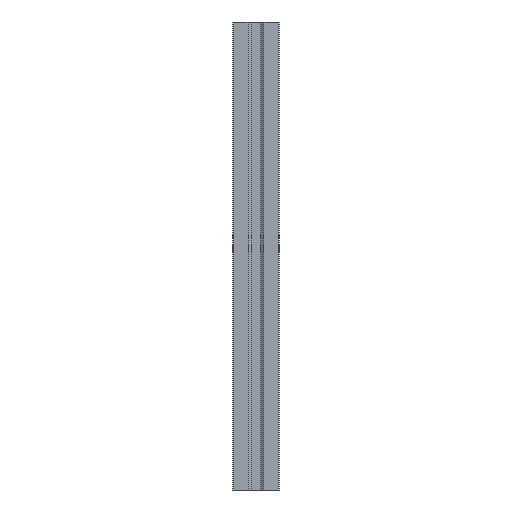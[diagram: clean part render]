
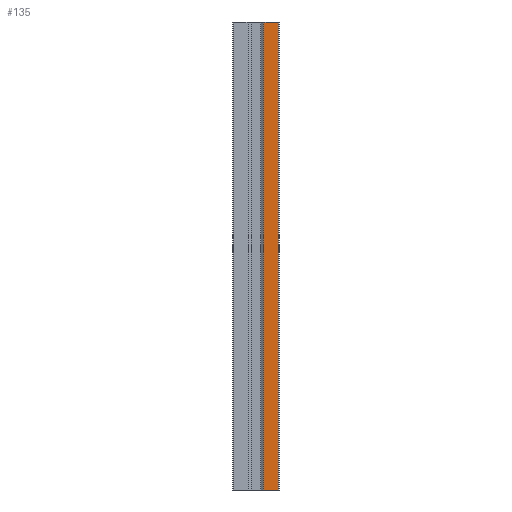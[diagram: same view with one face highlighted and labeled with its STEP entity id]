
A CAD part, left-side view. The second image highlights one B-rep face of the part: STEP entity #135.
In plain terms, the highlighted planar face has unit normal (-1, 0, 0).
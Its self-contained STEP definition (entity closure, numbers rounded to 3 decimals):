
#135=ADVANCED_FACE('',(#240),#202,.T.);
#202=PLANE('',#1359);
#240=FACE_OUTER_BOUND('',#304,.T.);
#304=EDGE_LOOP('',(#374,#375,#376,#377));
#374=ORIENTED_EDGE('',*,*,#892,.F.);
#375=ORIENTED_EDGE('',*,*,#893,.T.);
#376=ORIENTED_EDGE('',*,*,#894,.T.);
#377=ORIENTED_EDGE('',*,*,#895,.T.);
#762=VERTEX_POINT('',#1874);
#763=VERTEX_POINT('',#1875);
#764=VERTEX_POINT('',#1877);
#765=VERTEX_POINT('',#1879);
#892=EDGE_CURVE('',#762,#763,#1086,.T.);
#893=EDGE_CURVE('',#762,#764,#1087,.T.);
#894=EDGE_CURVE('',#764,#765,#1088,.T.);
#895=EDGE_CURVE('',#765,#763,#1089,.T.);
#1086=LINE('',#1873,#1222);
#1087=LINE('',#1876,#1223);
#1088=LINE('',#1878,#1224);
#1089=LINE('',#1880,#1225);
#1222=VECTOR('',#1486,1.);
#1223=VECTOR('',#1487,1.);
#1224=VECTOR('',#1488,1.);
#1225=VECTOR('',#1489,1.);
#1359=AXIS2_PLACEMENT_3D('',#1881,#1490,#1491);
#1486=DIRECTION('',(0.,1.,0.));
#1487=DIRECTION('',(0.,0.,1.));
#1488=DIRECTION('',(0.,1.,0.));
#1489=DIRECTION('',(0.,0.,-1.));
#1490=DIRECTION('',(-1.,0.,0.));
#1491=DIRECTION('',(0.,-1.,0.));
#1873=CARTESIAN_POINT('',(-5.,-5.,0.));
#1874=CARTESIAN_POINT('',(-5.,-4.8,0.));
#1875=CARTESIAN_POINT('',(-5.,-1.7,0.));
#1876=CARTESIAN_POINT('',(-5.,-4.8,100.));
#1877=CARTESIAN_POINT('',(-5.,-4.8,100.));
#1878=CARTESIAN_POINT('',(-5.,-5.,100.));
#1879=CARTESIAN_POINT('',(-5.,-1.7,100.));
#1880=CARTESIAN_POINT('',(-5.,-1.7,100.));
#1881=CARTESIAN_POINT('',(-5.,-5.,100.));
